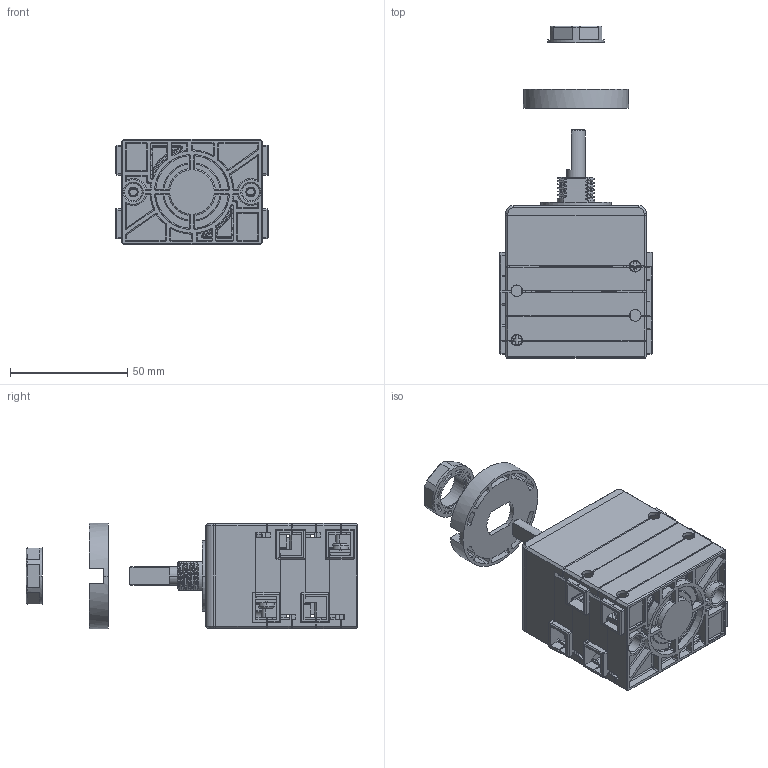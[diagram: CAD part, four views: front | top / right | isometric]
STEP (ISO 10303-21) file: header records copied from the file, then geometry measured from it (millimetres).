
FILE_DESCRIPTION((''),'2;1');
FILE_NAME('5005023400_ASM','2023-11-15T',('chunfeng.wu'),(''),'PRO/ENGINEER BY PARAMETRIC TECHNOLOGY CORPORATION, 2015440','PRO/ENGINEER BY PARAMETRIC TECHNOLOGY CORPORATION, 2015440','');
FILE_SCHEMA(('CONFIG_CONTROL_DESIGN'));
Products named in the file (4): PRT0002; 8271024400; 8940009500; 5005023400_ASM
Assembly tree (3 placements, depth 2):
  5005023400_ASM
    PRT0002
    8271024400
    8940009500
Bounding box: 65 x 141.4 x 45 mm (x, y, z)
Volume: 6410 mm3; surface area: 45483.4 mm2
Topology: 2 solids, 229 shells, 1301 faces, 6358 edges, 5203 vertices
Faces by surface type: plane 781, cylinder 354, cone 68, bspline 46, torus 32, sphere 20
Entity records: 68590 total; most frequent: CARTESIAN_POINT 21084, DIRECTION 8828, ORIENTED_EDGE 8451, EDGE_CURVE 6330, VERTEX_POINT 5203, VECTOR 4326, LINE 4326, AXIS2_PLACEMENT_3D 2251
